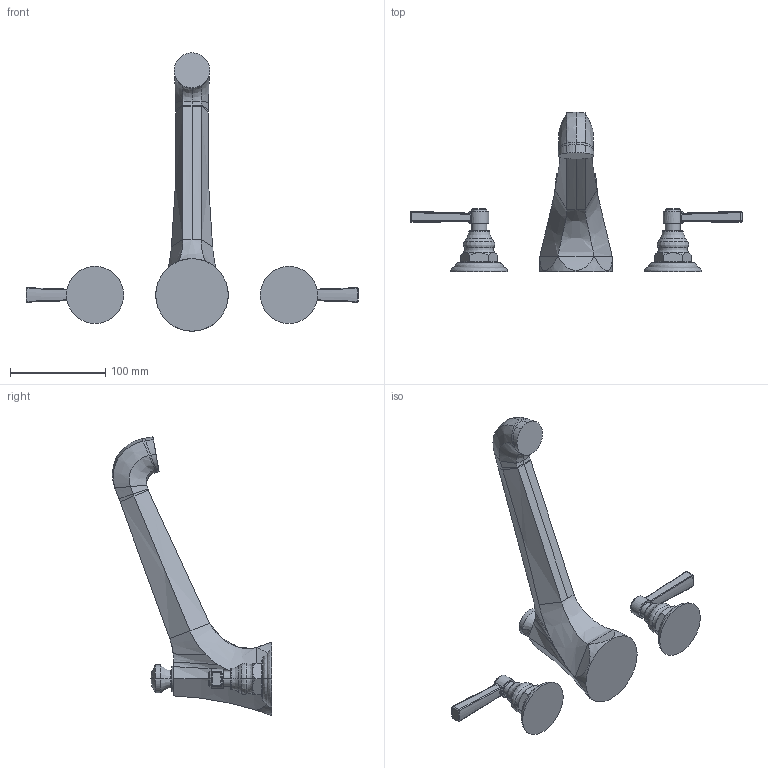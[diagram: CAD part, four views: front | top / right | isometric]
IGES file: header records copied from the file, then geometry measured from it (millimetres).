
Start section:  PTC IGES file: 3-916.igs
Global section: file name: 3-916.igs; native system: Creo Parametric by PTC Inc.; preprocessor: 2018400; author: jinson.thomas; organization: Unknown; date: 20210316.103200; units: inch
Bounding box: 347.98 x 166.94 x 291.69 mm (x, y, z)
Volume: 667868.1 mm3; surface area: 84636.6 mm2
Topology: 4 solids, 4 shells, 265 faces, 559 edges, 313 vertices
Faces by surface type: bspline 166, revolution 99
